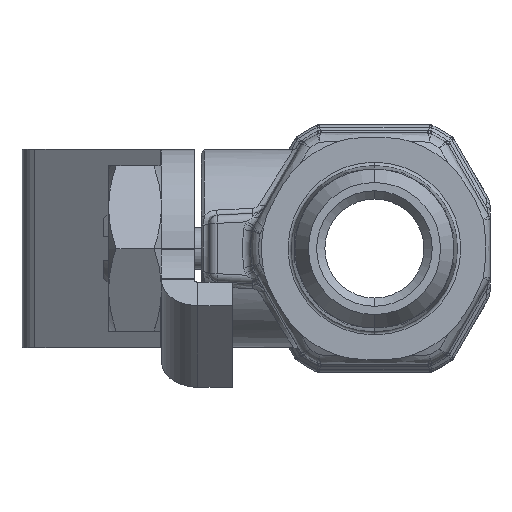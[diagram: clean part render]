
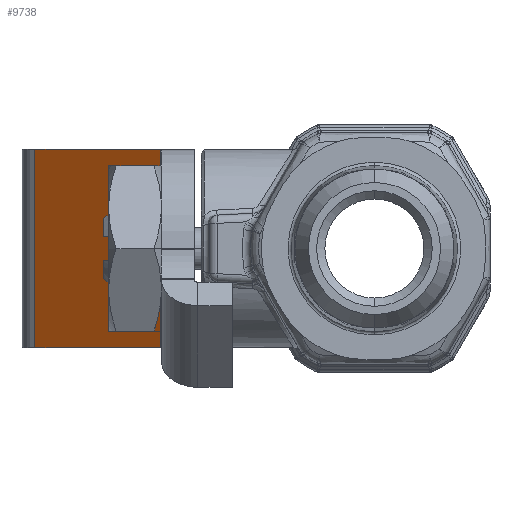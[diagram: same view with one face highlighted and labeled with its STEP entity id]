
A CAD part, left-side view. The second image highlights one B-rep face of the part: STEP entity #9738.
In plain terms, the highlighted planar face has unit normal (-0.766, 0.643, 0).
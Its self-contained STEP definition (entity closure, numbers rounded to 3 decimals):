
#25 = EDGE_CURVE ( 'NONE', #15739, #11819, #9805, .T. ) ;
#109 = CARTESIAN_POINT ( 'NONE',  ( 8.801, 7.541, 0. ) ) ;
#298 = VECTOR ( 'NONE', #6280, 1000. ) ;
#618 = ORIENTED_EDGE ( 'NONE', *, *, #25, .F. ) ;
#981 = ORIENTED_EDGE ( 'NONE', *, *, #20452, .F. ) ;
#1788 = DIRECTION ( 'NONE',  ( 0.643, 0.766, 0. ) ) ;
#1864 = LINE ( 'NONE', #4563, #298 ) ;
#2682 = CARTESIAN_POINT ( 'NONE',  ( 19.726, 20.56, -6. ) ) ;
#4563 = CARTESIAN_POINT ( 'NONE',  ( 13.298, 12.9, 6. ) ) ;
#6280 = DIRECTION ( 'NONE',  ( -0.643, -0.766, 0. ) ) ;
#8771 = VECTOR ( 'NONE', #9356, 1000. ) ;
#8797 = EDGE_CURVE ( 'NONE', #11819, #12296, #16891, .T. ) ;
#9197 = ORIENTED_EDGE ( 'NONE', *, *, #10136, .F. ) ;
#9356 = DIRECTION ( 'NONE',  ( 0., 0., -1. ) ) ;
#9738 = ADVANCED_FACE ( 'NONE', ( #18985 ), #20151, .T. ) ;
#9773 = CARTESIAN_POINT ( 'NONE',  ( 19.726, 20.56, -6. ) ) ;
#9805 = LINE ( 'NONE', #2682, #16392 ) ;
#10084 = DIRECTION ( 'NONE',  ( 0.643, 0.766, 0. ) ) ;
#10091 = EDGE_LOOP ( 'NONE', ( #618, #981, #9197, #12678 ) ) ;
#10136 = EDGE_CURVE ( 'NONE', #12296, #14593, #1864, .T. ) ;
#10694 = CARTESIAN_POINT ( 'NONE',  ( 13.358, 12.971, -6. ) ) ;
#11819 = VERTEX_POINT ( 'NONE', #9773 ) ;
#11866 = DIRECTION ( 'NONE',  ( -0.766, 0.643, 0. ) ) ;
#12296 = VERTEX_POINT ( 'NONE', #16587 ) ;
#12420 = VECTOR ( 'NONE', #19925, 1000. ) ;
#12678 = ORIENTED_EDGE ( 'NONE', *, *, #8797, .F. ) ;
#14593 = VERTEX_POINT ( 'NONE', #16138 ) ;
#14866 = CARTESIAN_POINT ( 'NONE',  ( 19.726, 20.56, 6. ) ) ;
#15739 = VERTEX_POINT ( 'NONE', #10694 ) ;
#16138 = CARTESIAN_POINT ( 'NONE',  ( 13.358, 12.971, 6. ) ) ;
#16263 = AXIS2_PLACEMENT_3D ( 'NONE', #109, #11866, #1788 ) ;
#16392 = VECTOR ( 'NONE', #10084, 1000. ) ;
#16587 = CARTESIAN_POINT ( 'NONE',  ( 19.726, 20.56, 6. ) ) ;
#16891 = LINE ( 'NONE', #14866, #12420 ) ;
#17729 = CARTESIAN_POINT ( 'NONE',  ( 13.358, 12.971, 6. ) ) ;
#18215 = LINE ( 'NONE', #17729, #8771 ) ;
#18985 = FACE_OUTER_BOUND ( 'NONE', #10091, .T. ) ;
#19925 = DIRECTION ( 'NONE',  ( 0., 0., 1. ) ) ;
#20151 = PLANE ( 'NONE',  #16263 ) ;
#20452 = EDGE_CURVE ( 'NONE', #14593, #15739, #18215, .T. ) ;
